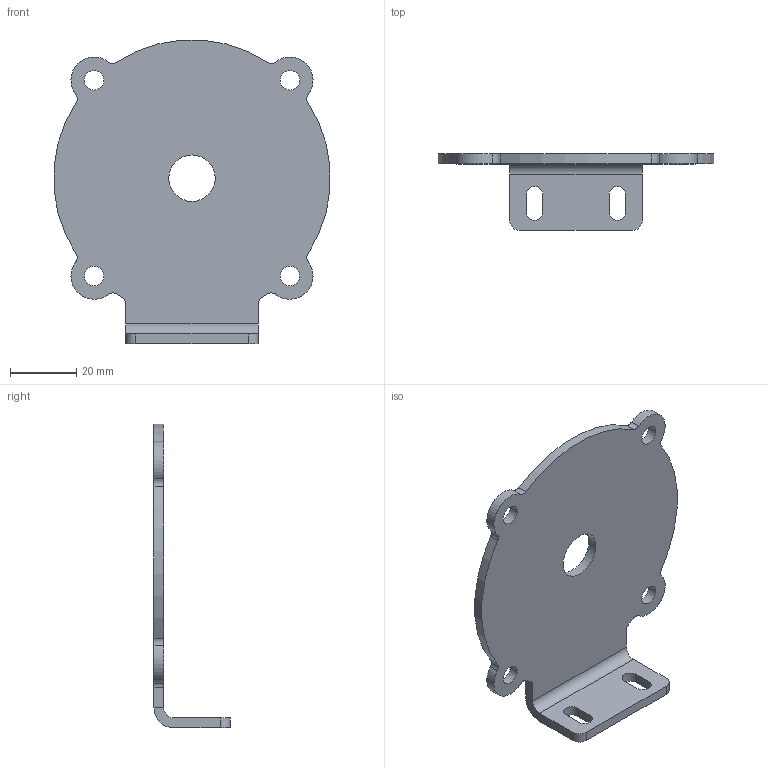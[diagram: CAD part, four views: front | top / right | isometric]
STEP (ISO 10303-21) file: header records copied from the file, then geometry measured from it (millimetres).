
FILE_DESCRIPTION(('FreeCAD Model'),'2;1');
FILE_NAME('Open CASCADE Shape Model','2021-07-15T19:24:35',( 'Anool Mahidharia'),('WyoLum'),'Open CASCADE STEP processor 7.4', 'FreeCAD','Unknown');
FILE_SCHEMA(('AUTOMOTIVE_DESIGN { 1 0 10303 214 1 1 1 1 }'));
Length unit declared in the file: millimetre
Products named in the file (1): endcap
Bounding box: 83.31 x 23 x 91.66 mm (x, y, z)
Volume: 19710.3 mm3; surface area: 14711.1 mm2
Topology: 1 solids, 1 shells, 45 faces, 125 edges, 82 vertices
Faces by surface type: cylinder 24, plane 13, bspline 8
Full cylindrical faces by diameter (mm): 5.9 x4, 14 x1
Entity records: 1857 total; most frequent: CARTESIAN_POINT 701, ORIENTED_EDGE 250, DIRECTION 217, EDGE_CURVE 125, AXIS2_PLACEMENT_3D 86, VERTEX_POINT 82, FACE_BOUND 59, EDGE_LOOP 59
